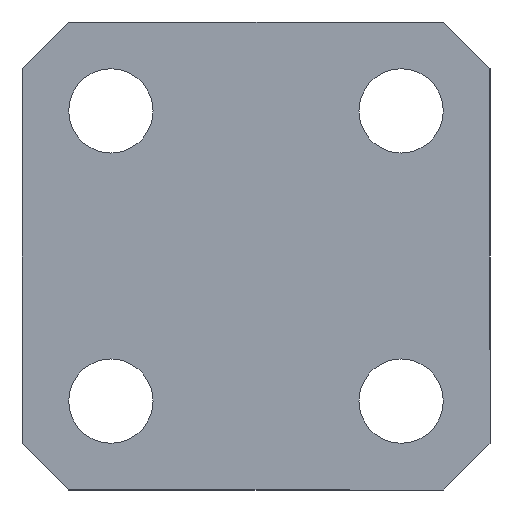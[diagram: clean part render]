
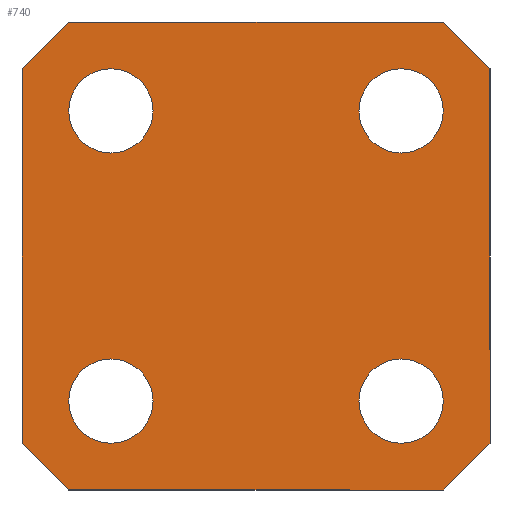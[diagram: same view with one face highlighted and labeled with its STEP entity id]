
A CAD part, front view. The second image highlights one B-rep face of the part: STEP entity #740.
In plain terms, the highlighted planar face has unit normal (0, -1, 0).
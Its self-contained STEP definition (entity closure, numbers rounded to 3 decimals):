
#16 = EDGE_CURVE ( 'NONE', #746, #995, #514, .T. ) ;
#21 = CARTESIAN_POINT ( 'NONE',  ( 7.75, 0., -7.75 ) ) ;
#22 = CARTESIAN_POINT ( 'NONE',  ( 7.75, 0., -10. ) ) ;
#33 = DIRECTION ( 'NONE',  ( 0., 0., 1. ) ) ;
#37 = DIRECTION ( 'NONE',  ( 0., 1., 0. ) ) ;
#38 = VECTOR ( 'NONE', #735, 1000. ) ;
#44 = CARTESIAN_POINT ( 'NONE',  ( 0., 0., 0. ) ) ;
#50 = CARTESIAN_POINT ( 'NONE',  ( 7.75, 0., 5.5 ) ) ;
#55 = PLANE ( 'NONE',  #479 ) ;
#77 = EDGE_LOOP ( 'NONE', ( #496, #1205 ) ) ;
#84 = EDGE_CURVE ( 'NONE', #1631, #1274, #1168, .T. ) ;
#101 = LINE ( 'NONE', #1495, #1490 ) ;
#112 = FACE_BOUND ( 'NONE', #77, .T. ) ;
#116 = ORIENTED_EDGE ( 'NONE', *, *, #1526, .T. ) ;
#124 = EDGE_CURVE ( 'NONE', #839, #1614, #1389, .T. ) ;
#159 = FACE_BOUND ( 'NONE', #1033, .T. ) ;
#161 = CARTESIAN_POINT ( 'NONE',  ( 10., 0., -12.5 ) ) ;
#170 = DIRECTION ( 'NONE',  ( 0., 0., 1. ) ) ;
#216 = CARTESIAN_POINT ( 'NONE',  ( -12.5, 0., 10. ) ) ;
#236 = CARTESIAN_POINT ( 'NONE',  ( -7.75, 0., -7.75 ) ) ;
#241 = DIRECTION ( 'NONE',  ( 0., 1., 0. ) ) ;
#253 = ORIENTED_EDGE ( 'NONE', *, *, #124, .F. ) ;
#259 = AXIS2_PLACEMENT_3D ( 'NONE', #368, #376, #384 ) ;
#268 = FACE_BOUND ( 'NONE', #1155, .T. ) ;
#288 = VERTEX_POINT ( 'NONE', #216 ) ;
#298 = LINE ( 'NONE', #1120, #1388 ) ;
#305 = ORIENTED_EDGE ( 'NONE', *, *, #1227, .T. ) ;
#314 = CIRCLE ( 'NONE', #259, 2.25 ) ;
#317 = CIRCLE ( 'NONE', #634, 2.25 ) ;
#335 = DIRECTION ( 'NONE',  ( 0., 0., 1. ) ) ;
#357 = CARTESIAN_POINT ( 'NONE',  ( 7.75, 0., 7.75 ) ) ;
#362 = DIRECTION ( 'NONE',  ( 0., 1., 0. ) ) ;
#363 = EDGE_CURVE ( 'NONE', #713, #850, #298, .T. ) ;
#365 = DIRECTION ( 'NONE',  ( 0., 0., 1. ) ) ;
#368 = CARTESIAN_POINT ( 'NONE',  ( -7.75, 0., 7.75 ) ) ;
#376 = DIRECTION ( 'NONE',  ( 0., 1., 0. ) ) ;
#384 = DIRECTION ( 'NONE',  ( 0., 0., 1. ) ) ;
#410 = DIRECTION ( 'NONE',  ( -1., 0., 0. ) ) ;
#415 = CARTESIAN_POINT ( 'NONE',  ( -7.75, 0., -5.5 ) ) ;
#419 = CARTESIAN_POINT ( 'NONE',  ( 12.5, 0., -12.5 ) ) ;
#426 = DIRECTION ( 'NONE',  ( 0., 1., 0. ) ) ;
#460 = CARTESIAN_POINT ( 'NONE',  ( -12.5, 0., -10. ) ) ;
#470 = ORIENTED_EDGE ( 'NONE', *, *, #1680, .T. ) ;
#479 = AXIS2_PLACEMENT_3D ( 'NONE', #44, #37, #33 ) ;
#491 = EDGE_LOOP ( 'NONE', ( #668, #1475 ) ) ;
#496 = ORIENTED_EDGE ( 'NONE', *, *, #1613, .T. ) ;
#509 = CARTESIAN_POINT ( 'NONE',  ( 12.5, 0., 12.5 ) ) ;
#514 = CIRCLE ( 'NONE', #789, 2.25 ) ;
#529 = AXIS2_PLACEMENT_3D ( 'NONE', #1222, #774, #1428 ) ;
#554 = AXIS2_PLACEMENT_3D ( 'NONE', #924, #905, #868 ) ;
#565 = VERTEX_POINT ( 'NONE', #460 ) ;
#584 = EDGE_CURVE ( 'NONE', #713, #1047, #966, .T. ) ;
#603 = ORIENTED_EDGE ( 'NONE', *, *, #1408, .T. ) ;
#634 = AXIS2_PLACEMENT_3D ( 'NONE', #357, #362, #365 ) ;
#668 = ORIENTED_EDGE ( 'NONE', *, *, #1250, .T. ) ;
#691 = FACE_BOUND ( 'NONE', #491, .T. ) ;
#713 = VERTEX_POINT ( 'NONE', #161 ) ;
#735 = DIRECTION ( 'NONE',  ( -0.707, 0., -0.707 ) ) ;
#737 = LINE ( 'NONE', #941, #1672 ) ;
#740 = ADVANCED_FACE ( 'NONE', ( #112, #159, #691, #268, #980 ), #55, .F. ) ;
#744 = CIRCLE ( 'NONE', #1238, 2.25 ) ;
#746 = VERTEX_POINT ( 'NONE', #22 ) ;
#754 = EDGE_CURVE ( 'NONE', #1442, #850, #1699, .T. ) ;
#774 = DIRECTION ( 'NONE',  ( 0., 1., 0. ) ) ;
#788 = CARTESIAN_POINT ( 'NONE',  ( 12.5, 0., 12.5 ) ) ;
#789 = AXIS2_PLACEMENT_3D ( 'NONE', #21, #1028, #1058 ) ;
#813 = CARTESIAN_POINT ( 'NONE',  ( -10., 0., 12.5 ) ) ;
#823 = CARTESIAN_POINT ( 'NONE',  ( 7.75, 0., -5.5 ) ) ;
#825 = DIRECTION ( 'NONE',  ( 0., 0., 1. ) ) ;
#828 = VERTEX_POINT ( 'NONE', #50 ) ;
#833 = DIRECTION ( 'NONE',  ( 1., 0., 0. ) ) ;
#836 = DIRECTION ( 'NONE',  ( 0., 1., 0. ) ) ;
#839 = VERTEX_POINT ( 'NONE', #1569 ) ;
#840 = CARTESIAN_POINT ( 'NONE',  ( -7.75, 0., -7.75 ) ) ;
#849 = EDGE_CURVE ( 'NONE', #1274, #1631, #744, .T. ) ;
#850 = VERTEX_POINT ( 'NONE', #1696 ) ;
#858 = ORIENTED_EDGE ( 'NONE', *, *, #1257, .T. ) ;
#859 = VECTOR ( 'NONE', #410, 1000. ) ;
#862 = ORIENTED_EDGE ( 'NONE', *, *, #754, .F. ) ;
#868 = DIRECTION ( 'NONE',  ( 0., 0., 1. ) ) ;
#905 = DIRECTION ( 'NONE',  ( 0., 1., 0. ) ) ;
#924 = CARTESIAN_POINT ( 'NONE',  ( 7.75, 0., 7.75 ) ) ;
#931 = ORIENTED_EDGE ( 'NONE', *, *, #84, .T. ) ;
#941 = CARTESIAN_POINT ( 'NONE',  ( -12.5, 0., 12.5 ) ) ;
#949 = CARTESIAN_POINT ( 'NONE',  ( -7.75, 0., 5.5 ) ) ;
#966 = LINE ( 'NONE', #419, #859 ) ;
#971 = DIRECTION ( 'NONE',  ( 0., 0., 1. ) ) ;
#980 = FACE_OUTER_BOUND ( 'NONE', #1377, .T. ) ;
#982 = VERTEX_POINT ( 'NONE', #949 ) ;
#995 = VERTEX_POINT ( 'NONE', #823 ) ;
#1009 = ORIENTED_EDGE ( 'NONE', *, *, #849, .T. ) ;
#1023 = DIRECTION ( 'NONE',  ( 0.707, 0., -0.707 ) ) ;
#1026 = EDGE_CURVE ( 'NONE', #565, #288, #737, .T. ) ;
#1028 = DIRECTION ( 'NONE',  ( 0., 1., 0. ) ) ;
#1033 = EDGE_LOOP ( 'NONE', ( #858, #470 ) ) ;
#1047 = VERTEX_POINT ( 'NONE', #1108 ) ;
#1058 = DIRECTION ( 'NONE',  ( 0., 0., 1. ) ) ;
#1082 = AXIS2_PLACEMENT_3D ( 'NONE', #840, #836, #825 ) ;
#1101 = CIRCLE ( 'NONE', #1682, 2.25 ) ;
#1108 = CARTESIAN_POINT ( 'NONE',  ( -10., 0., -12.5 ) ) ;
#1120 = CARTESIAN_POINT ( 'NONE',  ( 10., 0., -12.5 ) ) ;
#1125 = DIRECTION ( 'NONE',  ( 0.707, 0., 0.707 ) ) ;
#1134 = CARTESIAN_POINT ( 'NONE',  ( 12.5, 0., 10. ) ) ;
#1144 = CARTESIAN_POINT ( 'NONE',  ( -7.75, 0., 10. ) ) ;
#1155 = EDGE_LOOP ( 'NONE', ( #1009, #931 ) ) ;
#1168 = CIRCLE ( 'NONE', #1082, 2.25 ) ;
#1184 = CARTESIAN_POINT ( 'NONE',  ( -7.75, 0., -10. ) ) ;
#1195 = VERTEX_POINT ( 'NONE', #1144 ) ;
#1205 = ORIENTED_EDGE ( 'NONE', *, *, #1639, .T. ) ;
#1222 = CARTESIAN_POINT ( 'NONE',  ( 7.75, 0., -7.75 ) ) ;
#1227 = EDGE_CURVE ( 'NONE', #1442, #1614, #1654, .T. ) ;
#1238 = AXIS2_PLACEMENT_3D ( 'NONE', #236, #241, #335 ) ;
#1249 = CARTESIAN_POINT ( 'NONE',  ( 7.75, 0., 10. ) ) ;
#1250 = EDGE_CURVE ( 'NONE', #995, #746, #1396, .T. ) ;
#1257 = EDGE_CURVE ( 'NONE', #1596, #828, #317, .T. ) ;
#1267 = CARTESIAN_POINT ( 'NONE',  ( 12.5, 0., 10. ) ) ;
#1274 = VERTEX_POINT ( 'NONE', #415 ) ;
#1318 = CIRCLE ( 'NONE', #554, 2.25 ) ;
#1321 = ORIENTED_EDGE ( 'NONE', *, *, #1026, .F. ) ;
#1341 = DIRECTION ( 'NONE',  ( -0.707, 0., 0.707 ) ) ;
#1364 = VECTOR ( 'NONE', #1341, 1000. ) ;
#1374 = ORIENTED_EDGE ( 'NONE', *, *, #363, .T. ) ;
#1377 = EDGE_LOOP ( 'NONE', ( #1321, #116, #1612, #1374, #862, #305, #253, #603 ) ) ;
#1388 = VECTOR ( 'NONE', #1125, 1000. ) ;
#1389 = LINE ( 'NONE', #788, #1458 ) ;
#1396 = CIRCLE ( 'NONE', #529, 2.25 ) ;
#1408 = EDGE_CURVE ( 'NONE', #839, #288, #1705, .T. ) ;
#1428 = DIRECTION ( 'NONE',  ( 0., 0., 1. ) ) ;
#1442 = VERTEX_POINT ( 'NONE', #1267 ) ;
#1457 = DIRECTION ( 'NONE',  ( 0., 0., -1. ) ) ;
#1458 = VECTOR ( 'NONE', #833, 1000. ) ;
#1475 = ORIENTED_EDGE ( 'NONE', *, *, #16, .T. ) ;
#1490 = VECTOR ( 'NONE', #1023, 1000. ) ;
#1495 = CARTESIAN_POINT ( 'NONE',  ( -12.5, 0., -10. ) ) ;
#1526 = EDGE_CURVE ( 'NONE', #565, #1047, #101, .T. ) ;
#1557 = CARTESIAN_POINT ( 'NONE',  ( 10., 0., 12.5 ) ) ;
#1569 = CARTESIAN_POINT ( 'NONE',  ( -10., 0., 12.5 ) ) ;
#1596 = VERTEX_POINT ( 'NONE', #1249 ) ;
#1612 = ORIENTED_EDGE ( 'NONE', *, *, #584, .F. ) ;
#1613 = EDGE_CURVE ( 'NONE', #1195, #982, #1101, .T. ) ;
#1614 = VERTEX_POINT ( 'NONE', #1557 ) ;
#1631 = VERTEX_POINT ( 'NONE', #1184 ) ;
#1639 = EDGE_CURVE ( 'NONE', #982, #1195, #314, .T. ) ;
#1646 = CARTESIAN_POINT ( 'NONE',  ( -7.75, 0., 7.75 ) ) ;
#1654 = LINE ( 'NONE', #1134, #1364 ) ;
#1672 = VECTOR ( 'NONE', #971, 1000. ) ;
#1678 = VECTOR ( 'NONE', #1457, 1000. ) ;
#1680 = EDGE_CURVE ( 'NONE', #828, #1596, #1318, .T. ) ;
#1682 = AXIS2_PLACEMENT_3D ( 'NONE', #1646, #426, #170 ) ;
#1696 = CARTESIAN_POINT ( 'NONE',  ( 12.5, 0., -10. ) ) ;
#1699 = LINE ( 'NONE', #509, #1678 ) ;
#1705 = LINE ( 'NONE', #813, #38 ) ;
